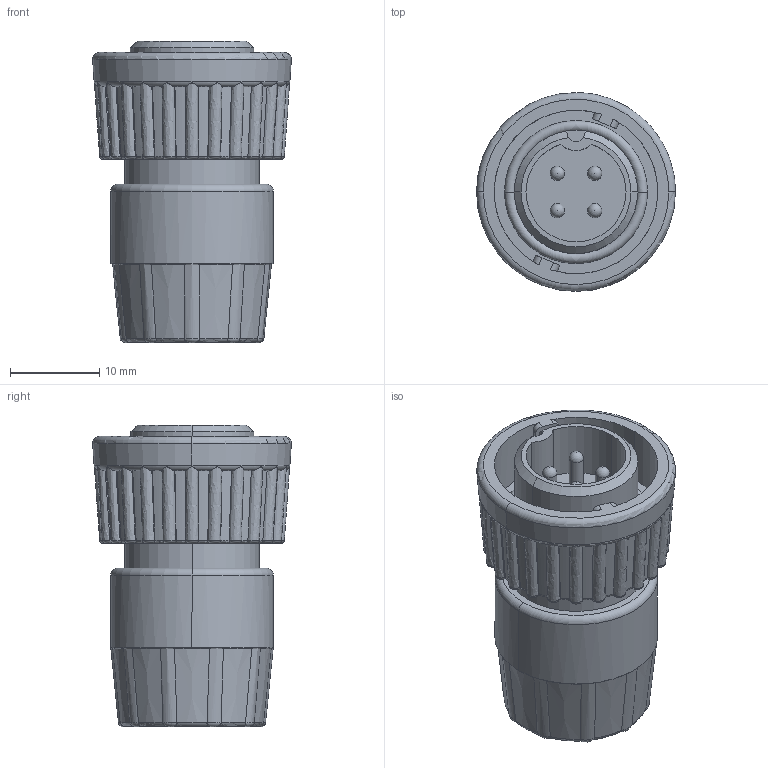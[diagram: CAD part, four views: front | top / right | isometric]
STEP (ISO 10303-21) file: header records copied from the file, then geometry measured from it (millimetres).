
FILE_DESCRIPTION (( 'STEP AP203' ), '1' );
FILE_NAME ('3380-4PG-328.STEP', '2015-10-26T21:45:23', ( '' ), ( '' ), 'SwSTEP 2.0', 'SolidWorks 2014', '' );
FILE_SCHEMA (( 'CONFIG_CONTROL_DESIGN' ));
Length unit declared in the file: inch
Products named in the file (2): 3380-4PG-328
Bounding box: 22.22 x 22.22 x 33.73 mm (x, y, z)
Volume: 7404.5 mm3; surface area: 4052.7 mm2
Topology: 1 solids, 1 shells, 275 faces, 755 edges, 490 vertices
Faces by surface type: bspline 107, plane 53, torus 40, cone 39, cylinder 32, sphere 4
Entity records: 13943 total; most frequent: CARTESIAN_POINT 8142, ORIENTED_EDGE 1494, DIRECTION 819, EDGE_CURVE 747, VERTEX_POINT 486, AXIS2_PLACEMENT_3D 368, B_SPLINE_CURVE_WITH_KNOTS 349, EDGE_LOOP 287
